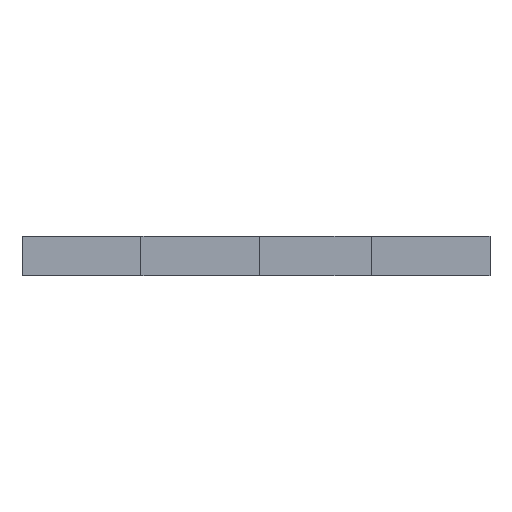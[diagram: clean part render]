
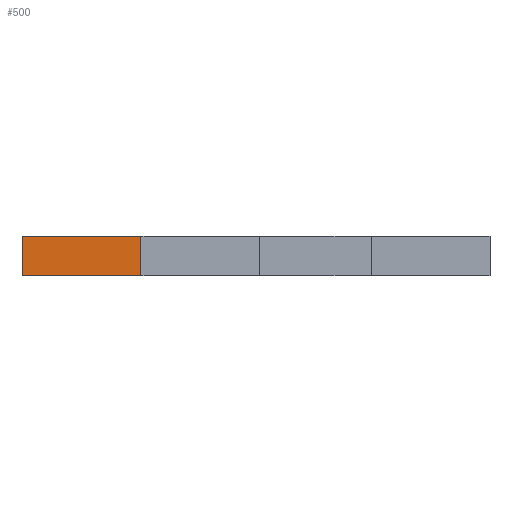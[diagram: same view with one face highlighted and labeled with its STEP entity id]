
A CAD part, front view. The second image highlights one B-rep face of the part: STEP entity #500.
In plain terms, the highlighted planar face has unit normal (0, -1, 0).
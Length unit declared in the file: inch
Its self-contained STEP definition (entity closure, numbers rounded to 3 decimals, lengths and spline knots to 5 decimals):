
#131 = DIRECTION ( 'NONE',  ( 0., 0., 1. ) ) ;
#172 = VERTEX_POINT ( 'NONE', #803 ) ;
#205 = VECTOR ( 'NONE', #1026, 39.37008 ) ;
#259 = CARTESIAN_POINT ( 'NONE',  ( -2.2, 0.05, 0. ) ) ;
#277 = DIRECTION ( 'NONE',  ( 0., 1., 0. ) ) ;
#284 = CARTESIAN_POINT ( 'NONE',  ( -2.95, 0.05, 0.25 ) ) ;
#306 = ORIENTED_EDGE ( 'NONE', *, *, #900, .F. ) ;
#328 = LINE ( 'NONE', #1003, #686 ) ;
#369 = ORIENTED_EDGE ( 'NONE', *, *, #1002, .T. ) ;
#384 = PLANE ( 'NONE',  #818 ) ;
#393 = LINE ( 'NONE', #553, #1005 ) ;
#498 = CARTESIAN_POINT ( 'NONE',  ( -2.95, 0.05, 0. ) ) ;
#500 = ADVANCED_FACE ( 'NONE', ( #882 ), #384, .F. ) ;
#503 = EDGE_LOOP ( 'NONE', ( #725, #525, #306, #369 ) ) ;
#525 = ORIENTED_EDGE ( 'NONE', *, *, #659, .F. ) ;
#553 = CARTESIAN_POINT ( 'NONE',  ( -3., 0.05, 0.25 ) ) ;
#624 = DIRECTION ( 'NONE',  ( 0., 0., -1. ) ) ;
#637 = VERTEX_POINT ( 'NONE', #764 ) ;
#644 = CARTESIAN_POINT ( 'NONE',  ( 0., 0.05, 0.25 ) ) ;
#650 = EDGE_CURVE ( 'NONE', #661, #837, #328, .T. ) ;
#659 = EDGE_CURVE ( 'NONE', #637, #837, #1108, .T. ) ;
#661 = VERTEX_POINT ( 'NONE', #498 ) ;
#686 = VECTOR ( 'NONE', #848, 39.37008 ) ;
#725 = ORIENTED_EDGE ( 'NONE', *, *, #650, .T. ) ;
#764 = CARTESIAN_POINT ( 'NONE',  ( -2.2, 0.05, 0.25 ) ) ;
#803 = CARTESIAN_POINT ( 'NONE',  ( -2.95, 0.05, 0.25 ) ) ;
#818 = AXIS2_PLACEMENT_3D ( 'NONE', #644, #277, #131 ) ;
#837 = VERTEX_POINT ( 'NONE', #259 ) ;
#848 = DIRECTION ( 'NONE',  ( 1., 0., 0. ) ) ;
#882 = FACE_OUTER_BOUND ( 'NONE', #503, .T. ) ;
#900 = EDGE_CURVE ( 'NONE', #172, #637, #393, .T. ) ;
#969 = DIRECTION ( 'NONE',  ( 1., 0., 0. ) ) ;
#1002 = EDGE_CURVE ( 'NONE', #172, #661, #1058, .T. ) ;
#1003 = CARTESIAN_POINT ( 'NONE',  ( 0., 0.05, 0. ) ) ;
#1005 = VECTOR ( 'NONE', #969, 39.37008 ) ;
#1024 = VECTOR ( 'NONE', #624, 39.37008 ) ;
#1026 = DIRECTION ( 'NONE',  ( 0., 0., -1. ) ) ;
#1058 = LINE ( 'NONE', #284, #1024 ) ;
#1103 = CARTESIAN_POINT ( 'NONE',  ( -2.2, 0.05, 0.25 ) ) ;
#1108 = LINE ( 'NONE', #1103, #205 ) ;
